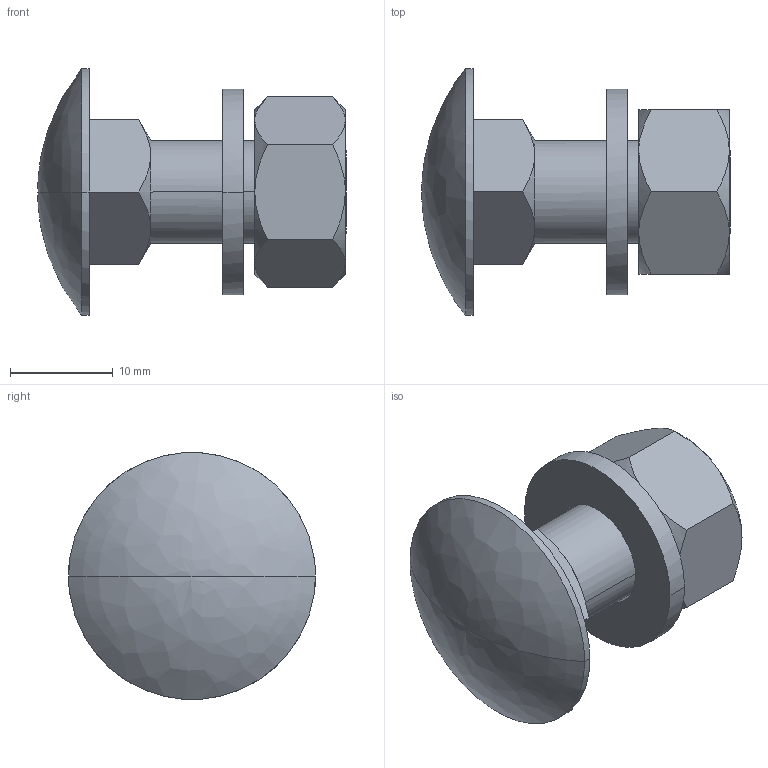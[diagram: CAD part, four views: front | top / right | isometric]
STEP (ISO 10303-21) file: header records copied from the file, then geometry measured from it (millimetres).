
FILE_DESCRIPTION(/* description */ (''),/* implementation_level */ '2;1');
FILE_NAME(/* name */ '6407528',/* time_stamp */ '2014-01-14T16:04:25+01:00',/* author */ (''),/* organization */ (''),/* preprocessor_version */ 'ST-DEVELOPER v15',/* originating_system */ '',/* authorisation */ '');
FILE_SCHEMA (('CONFIG_CONTROL_DESIGN'));
Length unit declared in the file: millimetre
Products named in the file (2): Document; Block 01
Assembly tree (1 placements, depth 2):
  Document
    Block 01
Bounding box: 30 x 24 x 23.95 mm (x, y, z)
Volume: 5297.2 mm3; surface area: 3469.6 mm2
Topology: 3 solids, 3 shells, 50 faces, 108 edges, 63 vertices
Faces by surface type: bspline 34, plane 16
Entity records: 2056 total; most frequent: CARTESIAN_POINT 1217, ORIENTED_EDGE 212, EDGE_CURVE 106, VERTEX_POINT 63, B_SPLINE_CURVE_WITH_KNOTS 62, EDGE_LOOP 55, ADVANCED_FACE 50, FACE_OUTER_BOUND 50
